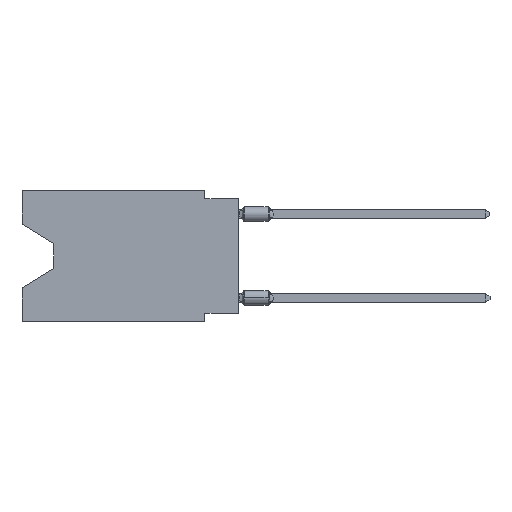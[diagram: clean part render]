
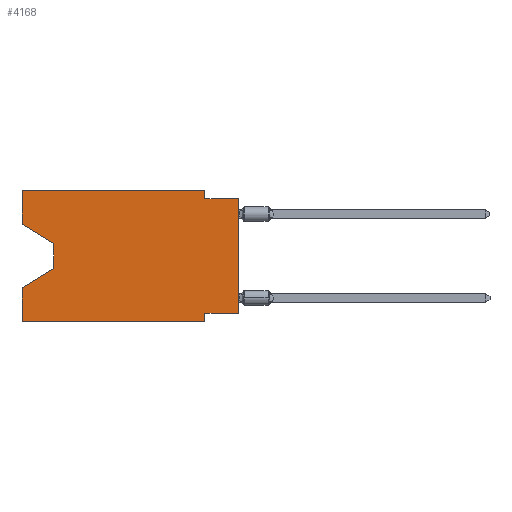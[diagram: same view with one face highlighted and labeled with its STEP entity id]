
A CAD part, left-side view. The second image highlights one B-rep face of the part: STEP entity #4168.
In plain terms, the highlighted planar face has unit normal (-1, 0, 0).
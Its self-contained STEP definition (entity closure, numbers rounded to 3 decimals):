
#12 = CARTESIAN_POINT ( 'NONE',  ( 0., 16.383, 0. ) ) ;
#352 = CARTESIAN_POINT ( 'NONE',  ( 0., 0., -9.271 ) ) ;
#403 = LINE ( 'NONE', #4343, #3210 ) ;
#406 = DIRECTION ( 'NONE',  ( 0., 0., -1. ) ) ;
#511 = DIRECTION ( 'NONE',  ( 0., -1., 0. ) ) ;
#754 = ORIENTED_EDGE ( 'NONE', *, *, #6898, .T. ) ;
#797 = CARTESIAN_POINT ( 'NONE',  ( 0., 16.383, 0. ) ) ;
#919 = VERTEX_POINT ( 'NONE', #4049 ) ;
#922 = VECTOR ( 'NONE', #6833, 1000. ) ;
#1087 = ORIENTED_EDGE ( 'NONE', *, *, #1147, .T. ) ;
#1124 = VERTEX_POINT ( 'NONE', #9031 ) ;
#1147 = EDGE_CURVE ( 'NONE', #6153, #10658, #11863, .T. ) ;
#1158 = CARTESIAN_POINT ( 'NONE',  ( 0., 2.54, 0. ) ) ;
#1282 = VECTOR ( 'NONE', #511, 1000. ) ;
#1560 = DIRECTION ( 'NONE',  ( 0., 1., 0. ) ) ;
#1687 = VECTOR ( 'NONE', #6120, 1000. ) ;
#1966 = VERTEX_POINT ( 'NONE', #6280 ) ;
#1971 = CARTESIAN_POINT ( 'NONE',  ( 0., 16.383, 0. ) ) ;
#2258 = ORIENTED_EDGE ( 'NONE', *, *, #8101, .F. ) ;
#2692 = VERTEX_POINT ( 'NONE', #3957 ) ;
#2944 = CARTESIAN_POINT ( 'NONE',  ( 0., 0., -0.635 ) ) ;
#3053 = ORIENTED_EDGE ( 'NONE', *, *, #5953, .F. ) ;
#3120 = VERTEX_POINT ( 'NONE', #11902 ) ;
#3210 = VECTOR ( 'NONE', #3355, 1000. ) ;
#3271 = ORIENTED_EDGE ( 'NONE', *, *, #9289, .T. ) ;
#3294 = LINE ( 'NONE', #10997, #3885 ) ;
#3326 = CARTESIAN_POINT ( 'NONE',  ( 0., 0., 0. ) ) ;
#3355 = DIRECTION ( 'NONE',  ( 0., 0., -1. ) ) ;
#3426 = CARTESIAN_POINT ( 'NONE',  ( 0., 2.54, 0. ) ) ;
#3530 = CARTESIAN_POINT ( 'NONE',  ( 0., 2.54, -9.906 ) ) ;
#3641 = VECTOR ( 'NONE', #3835, 1000. ) ;
#3835 = DIRECTION ( 'NONE',  ( 0., 0., 1. ) ) ;
#3885 = VECTOR ( 'NONE', #12112, 1000. ) ;
#3957 = CARTESIAN_POINT ( 'NONE',  ( 0., 2.54, -9.271 ) ) ;
#4049 = CARTESIAN_POINT ( 'NONE',  ( 0., 16.383, -2.546 ) ) ;
#4062 = VERTEX_POINT ( 'NONE', #352 ) ;
#4168 = ADVANCED_FACE ( 'NONE', ( #10665 ), #12692, .F. ) ;
#4269 = LINE ( 'NONE', #11062, #1687 ) ;
#4343 = CARTESIAN_POINT ( 'NONE',  ( 0., 13.97, -4.013 ) ) ;
#4461 = VECTOR ( 'NONE', #1560, 1000. ) ;
#5192 = DIRECTION ( 'NONE',  ( 0., 0., 1. ) ) ;
#5786 = CARTESIAN_POINT ( 'NONE',  ( 0., 13.97, -4.013 ) ) ;
#5953 = EDGE_CURVE ( 'NONE', #919, #10821, #6609, .T. ) ;
#6120 = DIRECTION ( 'NONE',  ( 0., -1., 0. ) ) ;
#6138 = VECTOR ( 'NONE', #406, 1000. ) ;
#6153 = VERTEX_POINT ( 'NONE', #7252 ) ;
#6279 = LINE ( 'NONE', #3326, #9346 ) ;
#6280 = CARTESIAN_POINT ( 'NONE',  ( 0., 16.383, -9.906 ) ) ;
#6457 = LINE ( 'NONE', #3426, #6138 ) ;
#6609 = LINE ( 'NONE', #9576, #3641 ) ;
#6718 = AXIS2_PLACEMENT_3D ( 'NONE', #797, #8808, #12749 ) ;
#6833 = DIRECTION ( 'NONE',  ( 0., -1., 0. ) ) ;
#6855 = CARTESIAN_POINT ( 'NONE',  ( 0., 13.97, -5.893 ) ) ;
#6898 = EDGE_CURVE ( 'NONE', #4062, #3120, #6279, .T. ) ;
#6963 = VECTOR ( 'NONE', #10883, 1000. ) ;
#7252 = CARTESIAN_POINT ( 'NONE',  ( 0., 13.97, -5.893 ) ) ;
#7467 = LINE ( 'NONE', #11488, #1282 ) ;
#7765 = VECTOR ( 'NONE', #8341, 1000. ) ;
#7779 = CARTESIAN_POINT ( 'NONE',  ( 0., 0., -9.271 ) ) ;
#7963 = ORIENTED_EDGE ( 'NONE', *, *, #10470, .F. ) ;
#8101 = EDGE_CURVE ( 'NONE', #8761, #3120, #11057, .T. ) ;
#8341 = DIRECTION ( 'NONE',  ( 0., 0., -1. ) ) ;
#8728 = ORIENTED_EDGE ( 'NONE', *, *, #11568, .F. ) ;
#8761 = VERTEX_POINT ( 'NONE', #11734 ) ;
#8794 = VERTEX_POINT ( 'NONE', #1158 ) ;
#8808 = DIRECTION ( 'NONE',  ( 1., 0., 0. ) ) ;
#9031 = CARTESIAN_POINT ( 'NONE',  ( 0., 2.54, -9.906 ) ) ;
#9289 = EDGE_CURVE ( 'NONE', #919, #10802, #3294, .T. ) ;
#9346 = VECTOR ( 'NONE', #9440, 1000. ) ;
#9440 = DIRECTION ( 'NONE',  ( 0., 0., 1. ) ) ;
#9576 = CARTESIAN_POINT ( 'NONE',  ( 0., 16.383, 0. ) ) ;
#10034 = ORIENTED_EDGE ( 'NONE', *, *, #12611, .F. ) ;
#10359 = ORIENTED_EDGE ( 'NONE', *, *, #11173, .F. ) ;
#10470 = EDGE_CURVE ( 'NONE', #4062, #2692, #10569, .T. ) ;
#10569 = LINE ( 'NONE', #7779, #4461 ) ;
#10573 = EDGE_LOOP ( 'NONE', ( #3271, #12395, #1087, #11004, #12207, #10359, #7963, #754, #2258, #10034, #8728, #3053 ) ) ;
#10658 = VERTEX_POINT ( 'NONE', #11650 ) ;
#10665 = FACE_OUTER_BOUND ( 'NONE', #10573, .T. ) ;
#10686 = EDGE_CURVE ( 'NONE', #10802, #6153, #403, .T. ) ;
#10727 = VECTOR ( 'NONE', #5192, 1000. ) ;
#10802 = VERTEX_POINT ( 'NONE', #5786 ) ;
#10821 = VERTEX_POINT ( 'NONE', #1971 ) ;
#10883 = DIRECTION ( 'NONE',  ( 0., 0.855, -0.519 ) ) ;
#10997 = CARTESIAN_POINT ( 'NONE',  ( 0., 16.383, -2.546 ) ) ;
#11004 = ORIENTED_EDGE ( 'NONE', *, *, #11059, .F. ) ;
#11057 = LINE ( 'NONE', #2944, #922 ) ;
#11059 = EDGE_CURVE ( 'NONE', #1966, #10658, #11060, .T. ) ;
#11060 = LINE ( 'NONE', #12, #10727 ) ;
#11062 = CARTESIAN_POINT ( 'NONE',  ( 0., 16.383, -9.906 ) ) ;
#11173 = EDGE_CURVE ( 'NONE', #2692, #1124, #12601, .T. ) ;
#11488 = CARTESIAN_POINT ( 'NONE',  ( 0., 16.383, 0. ) ) ;
#11568 = EDGE_CURVE ( 'NONE', #10821, #8794, #7467, .T. ) ;
#11650 = CARTESIAN_POINT ( 'NONE',  ( 0., 16.383, -7.36 ) ) ;
#11734 = CARTESIAN_POINT ( 'NONE',  ( 0., 2.54, -0.635 ) ) ;
#11863 = LINE ( 'NONE', #6855, #6963 ) ;
#11902 = CARTESIAN_POINT ( 'NONE',  ( 0., 0., -0.635 ) ) ;
#12112 = DIRECTION ( 'NONE',  ( 0., -0.855, -0.519 ) ) ;
#12207 = ORIENTED_EDGE ( 'NONE', *, *, #12858, .T. ) ;
#12395 = ORIENTED_EDGE ( 'NONE', *, *, #10686, .T. ) ;
#12601 = LINE ( 'NONE', #3530, #7765 ) ;
#12611 = EDGE_CURVE ( 'NONE', #8794, #8761, #6457, .T. ) ;
#12692 = PLANE ( 'NONE',  #6718 ) ;
#12749 = DIRECTION ( 'NONE',  ( 0., 0., -1. ) ) ;
#12858 = EDGE_CURVE ( 'NONE', #1966, #1124, #4269, .T. ) ;
